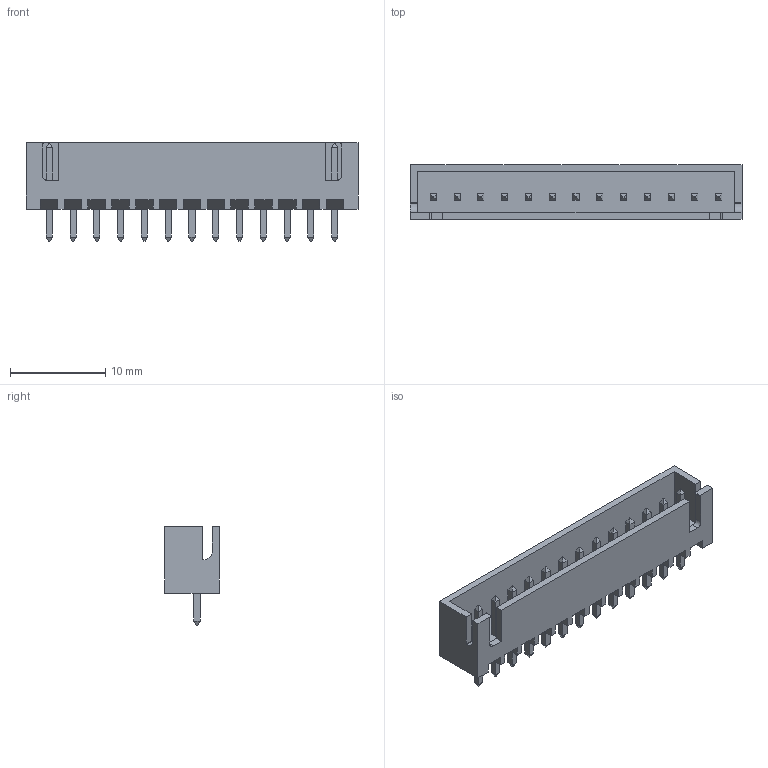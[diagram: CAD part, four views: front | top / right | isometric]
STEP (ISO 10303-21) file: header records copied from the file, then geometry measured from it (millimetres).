
FILE_DESCRIPTION(('FreeCAD Model'),'2;1');
FILE_NAME('B13B-XH-A.step', '2019-08-19T01:05:22',('Author'),(''), 'Open CASCADE STEP processor 6.8','FreeCAD','Unknown');
FILE_SCHEMA(('AUTOMOTIVE_DESIGN_CC2 { 1 2 10303 214 -1 1 5 4 }'));
Length unit declared in the file: millimetre
Products named in the file (1): B13B-XH-A
Bounding box: 34.9 x 5.75 x 10.4 mm (x, y, z)
Volume: 673.1 mm3; surface area: 1600.9 mm2
Topology: 1 solids, 1 shells, 342 faces, 838 edges, 524 vertices
Faces by surface type: plane 336, cylinder 6
Entity records: 12129 total; most frequent: CARTESIAN_POINT 1705, ORIENTED_EDGE 1676, DIRECTION 1536, EDGE_CURVE 838, LINE 826, VECTOR 826, VERTEX_POINT 524, FACE_BOUND 368
